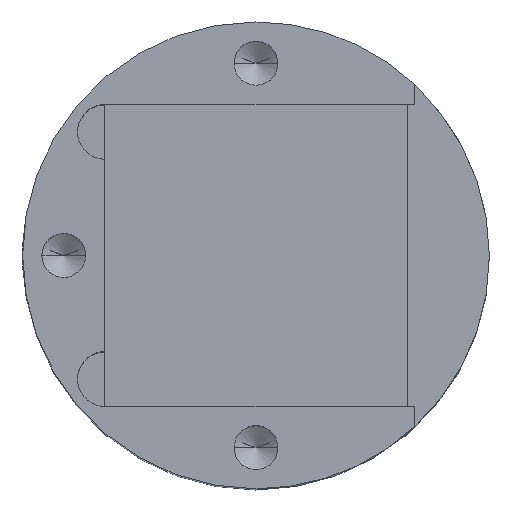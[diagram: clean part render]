
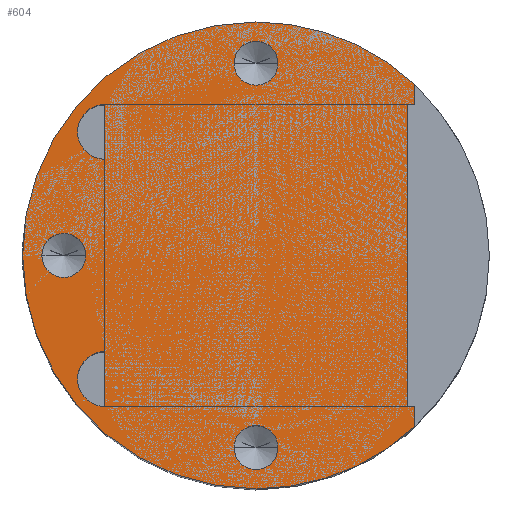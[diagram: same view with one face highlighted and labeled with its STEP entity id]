
A CAD part, top view. The second image highlights one B-rep face of the part: STEP entity #604.
In plain terms, the highlighted planar face has unit normal (0, 0, 1).
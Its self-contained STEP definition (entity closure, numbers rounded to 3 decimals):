
#9=DIRECTION('',(0.,1.,0.));
#10=VECTOR('',#9,11.);
#11=CARTESIAN_POINT('',(5.5,-5.5,26.52));
#12=LINE('',#11,#10);
#13=CARTESIAN_POINT('',(0.,0.,26.52));
#14=DIRECTION('',(0.,0.,-1.));
#15=DIRECTION('',(0.68,-0.733,0.));
#16=AXIS2_PLACEMENT_3D('',#13,#14,#15);
#18=CARTESIAN_POINT('',(0.,0.,26.52));
#19=DIRECTION('',(0.,0.,-1.));
#20=DIRECTION('',(0.,-1.,0.));
#21=AXIS2_PLACEMENT_3D('',#18,#19,#20);
#23=CARTESIAN_POINT('',(0.,0.,26.52));
#24=DIRECTION('',(0.,0.,-1.));
#25=DIRECTION('',(0.,1.,0.));
#26=AXIS2_PLACEMENT_3D('',#23,#24,#25);
#28=CARTESIAN_POINT('',(-5.5,-4.5,26.52));
#29=DIRECTION('',(0.,0.,1.));
#30=DIRECTION('',(0.,1.,0.));
#31=AXIS2_PLACEMENT_3D('',#28,#29,#30);
#33=DIRECTION('',(0.,-1.,0.));
#34=VECTOR('',#33,2.);
#35=CARTESIAN_POINT('',(-5.5,-3.5,26.52));
#36=LINE('',#35,#34);
#37=CARTESIAN_POINT('',(-7.,0.,26.52));
#38=DIRECTION('',(0.,0.,1.));
#39=DIRECTION('',(-1.,0.,0.));
#40=AXIS2_PLACEMENT_3D('',#37,#38,#39);
#42=CARTESIAN_POINT('',(-7.,0.,26.52));
#43=DIRECTION('',(0.,0.,1.));
#44=DIRECTION('',(1.,0.,0.));
#45=AXIS2_PLACEMENT_3D('',#42,#43,#44);
#47=CARTESIAN_POINT('',(0.,-7.,26.52));
#48=DIRECTION('',(0.,0.,1.));
#49=DIRECTION('',(-1.,0.,0.));
#50=AXIS2_PLACEMENT_3D('',#47,#48,#49);
#52=CARTESIAN_POINT('',(0.,-7.,26.52));
#53=DIRECTION('',(0.,0.,1.));
#54=DIRECTION('',(1.,0.,0.));
#55=AXIS2_PLACEMENT_3D('',#52,#53,#54);
#57=CARTESIAN_POINT('',(0.,7.,26.52));
#58=DIRECTION('',(0.,0.,1.));
#59=DIRECTION('',(-1.,0.,0.));
#60=AXIS2_PLACEMENT_3D('',#57,#58,#59);
#62=CARTESIAN_POINT('',(0.,7.,26.52));
#63=DIRECTION('',(0.,0.,1.));
#64=DIRECTION('',(1.,0.,0.));
#65=AXIS2_PLACEMENT_3D('',#62,#63,#64);
#67=CARTESIAN_POINT('',(-5.5,4.5,26.52));
#68=DIRECTION('',(0.,0.,1.));
#69=DIRECTION('',(0.,1.,0.));
#70=AXIS2_PLACEMENT_3D('',#67,#68,#69);
#72=DIRECTION('',(0.,-1.,0.));
#73=VECTOR('',#72,2.);
#74=CARTESIAN_POINT('',(-5.5,5.5,26.52));
#75=LINE('',#74,#73);
#80=DIRECTION('',(1.,0.,0.));
#81=VECTOR('',#80,0.281);
#82=CARTESIAN_POINT('',(5.5,5.5,26.52));
#83=LINE('',#82,#81);
#113=DIRECTION('',(0.,1.,0.));
#114=VECTOR('',#113,0.732);
#115=CARTESIAN_POINT('',(5.781,5.5,26.52));
#116=LINE('',#115,#114);
#301=DIRECTION('',(0.,1.,0.));
#302=VECTOR('',#301,0.732);
#303=CARTESIAN_POINT('',(5.781,-6.232,26.52));
#304=LINE('',#303,#302);
#313=DIRECTION('',(-1.,0.,0.));
#314=VECTOR('',#313,0.281);
#315=CARTESIAN_POINT('',(5.781,-5.5,26.52));
#316=LINE('',#315,#314);
#439=CARTESIAN_POINT('',(0.8,7.,26.52));
#441=VERTEX_POINT('',#439);
#445=CARTESIAN_POINT('',(-0.8,7.,26.52));
#446=VERTEX_POINT('',#445);
#449=CARTESIAN_POINT('',(0.8,-7.,26.52));
#451=VERTEX_POINT('',#449);
#455=CARTESIAN_POINT('',(-0.8,-7.,26.52));
#456=VERTEX_POINT('',#455);
#459=CARTESIAN_POINT('',(-6.2,0.,26.52));
#461=VERTEX_POINT('',#459);
#465=CARTESIAN_POINT('',(-7.8,0.,26.52));
#466=VERTEX_POINT('',#465);
#473=CARTESIAN_POINT('',(5.781,-6.232,26.52));
#474=CARTESIAN_POINT('',(0.,-8.5,26.52));
#475=VERTEX_POINT('',#473);
#476=VERTEX_POINT('',#474);
#481=CARTESIAN_POINT('',(5.781,6.232,26.52));
#482=VERTEX_POINT('',#481);
#483=CARTESIAN_POINT('',(0.,8.5,26.52));
#484=VERTEX_POINT('',#483);
#492=CARTESIAN_POINT('',(5.781,-5.5,26.52));
#493=VERTEX_POINT('',#492);
#494=CARTESIAN_POINT('',(5.781,5.5,26.52));
#495=VERTEX_POINT('',#494);
#520=CARTESIAN_POINT('',(-5.5,-5.5,26.52));
#521=VERTEX_POINT('',#520);
#522=CARTESIAN_POINT('',(5.5,-5.5,26.52));
#524=VERTEX_POINT('',#522);
#526=CARTESIAN_POINT('',(-5.5,5.5,26.52));
#527=VERTEX_POINT('',#526);
#529=CARTESIAN_POINT('',(5.5,5.5,26.52));
#531=VERTEX_POINT('',#529);
#532=CARTESIAN_POINT('',(-5.5,3.5,26.52));
#533=VERTEX_POINT('',#532);
#534=CARTESIAN_POINT('',(-5.5,-3.5,26.52));
#535=VERTEX_POINT('',#534);
#552=CARTESIAN_POINT('',(-1.36,0.,26.52));
#553=DIRECTION('',(0.,0.,-1.));
#554=DIRECTION('',(0.,1.,0.));
#555=AXIS2_PLACEMENT_3D('',#552,#553,#554);
#556=PLANE('',#555);
#558=ORIENTED_EDGE('',*,*,#557,.F.);
#560=ORIENTED_EDGE('',*,*,#559,.F.);
#562=ORIENTED_EDGE('',*,*,#561,.F.);
#564=ORIENTED_EDGE('',*,*,#563,.F.);
#566=ORIENTED_EDGE('',*,*,#565,.T.);
#568=ORIENTED_EDGE('',*,*,#567,.T.);
#570=ORIENTED_EDGE('',*,*,#569,.T.);
#572=ORIENTED_EDGE('',*,*,#571,.F.);
#573=EDGE_LOOP('',(#558,#560,#562,#564,#566,#568,#570,#572));
#574=FACE_OUTER_BOUND('',#573,.F.);
#576=ORIENTED_EDGE('',*,*,#575,.T.);
#578=ORIENTED_EDGE('',*,*,#577,.F.);
#579=EDGE_LOOP('',(#576,#578));
#580=FACE_BOUND('',#579,.F.);
#582=ORIENTED_EDGE('',*,*,#581,.T.);
#584=ORIENTED_EDGE('',*,*,#583,.T.);
#585=EDGE_LOOP('',(#582,#584));
#586=FACE_BOUND('',#585,.F.);
#588=ORIENTED_EDGE('',*,*,#587,.T.);
#589=ORIENTED_EDGE('',*,*,#541,.T.);
#590=EDGE_LOOP('',(#588,#589));
#591=FACE_BOUND('',#590,.F.);
#593=ORIENTED_EDGE('',*,*,#592,.T.);
#595=ORIENTED_EDGE('',*,*,#594,.T.);
#596=EDGE_LOOP('',(#593,#595));
#597=FACE_BOUND('',#596,.F.);
#599=ORIENTED_EDGE('',*,*,#598,.T.);
#601=ORIENTED_EDGE('',*,*,#600,.F.);
#602=EDGE_LOOP('',(#599,#601));
#603=FACE_BOUND('',#602,.F.);
#604=ADVANCED_FACE('',(#574,#580,#586,#591,#597,#603),#556,.F.);
#17=CIRCLE('',#16,8.5);
#22=CIRCLE('',#21,8.5);
#27=CIRCLE('',#26,8.5);
#32=CIRCLE('',#31,1.);
#41=CIRCLE('',#40,0.8);
#46=CIRCLE('',#45,0.8);
#51=CIRCLE('',#50,0.8);
#56=CIRCLE('',#55,0.8);
#61=CIRCLE('',#60,0.8);
#66=CIRCLE('',#65,0.8);
#71=CIRCLE('',#70,1.);
#541=EDGE_CURVE('',#451,#456,#56,.T.);
#557=EDGE_CURVE('',#531,#495,#83,.T.);
#559=EDGE_CURVE('',#524,#531,#12,.T.);
#561=EDGE_CURVE('',#493,#524,#316,.T.);
#563=EDGE_CURVE('',#475,#493,#304,.T.);
#565=EDGE_CURVE('',#475,#476,#17,.T.);
#567=EDGE_CURVE('',#476,#484,#22,.T.);
#569=EDGE_CURVE('',#484,#482,#27,.T.);
#571=EDGE_CURVE('',#495,#482,#116,.T.);
#575=EDGE_CURVE('',#535,#521,#32,.T.);
#577=EDGE_CURVE('',#535,#521,#36,.T.);
#581=EDGE_CURVE('',#466,#461,#41,.T.);
#583=EDGE_CURVE('',#461,#466,#46,.T.);
#587=EDGE_CURVE('',#456,#451,#51,.T.);
#592=EDGE_CURVE('',#446,#441,#61,.T.);
#594=EDGE_CURVE('',#441,#446,#66,.T.);
#598=EDGE_CURVE('',#527,#533,#71,.T.);
#600=EDGE_CURVE('',#527,#533,#75,.T.);
